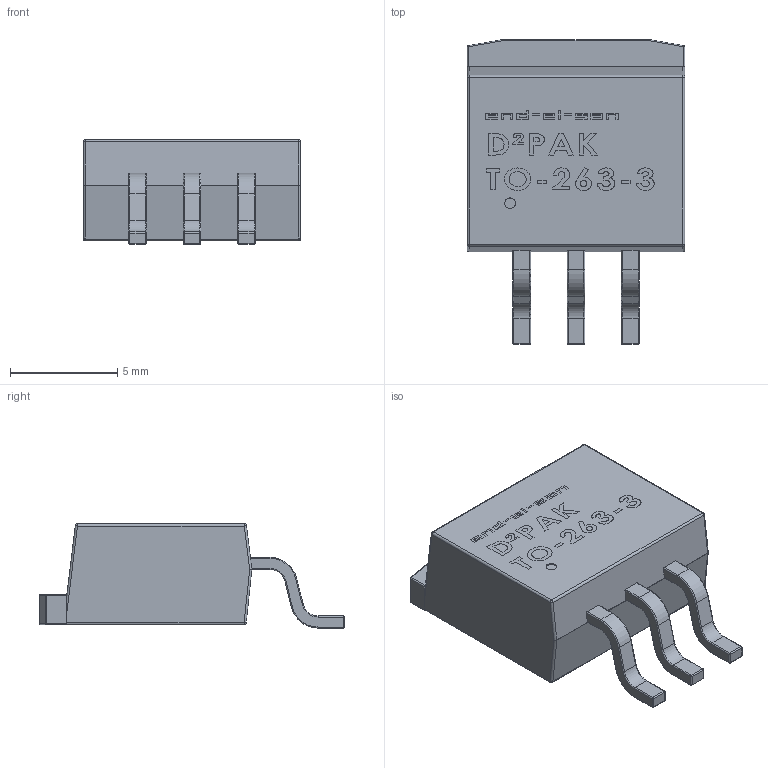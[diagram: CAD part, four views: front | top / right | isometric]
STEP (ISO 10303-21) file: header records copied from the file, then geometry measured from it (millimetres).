
FILE_DESCRIPTION(('FreeCAD Model'),'2;1');
FILE_NAME('Fusion.step','2018-05-14T11:33:44',( 'kicad StepUp'),('ksu MCAD'),'Open CASCADE STEP processor 6.8', 'FreeCAD','Unknown');
FILE_SCHEMA(('AUTOMOTIVE_DESIGN_CC2 { 1 2 10303 214 -1 1 5 4 }'));
Length unit declared in the file: millimetre
Products named in the file (2): ASSEMBLY; Fusion
Assembly tree (1 placements, depth 2):
  ASSEMBLY
    Fusion
Bounding box: 10.16 x 14.23 x 4.87 mm (x, y, z)
Volume: 427.2 mm3; surface area: 414.8 mm2
Topology: 1 solids, 1 shells, 221 faces, 670 edges, 466 vertices
Faces by surface type: cylinder 90, plane 79, sphere 28, torus 24
Entity records: 10045 total; most frequent: CARTESIAN_POINT 2469, ORIENTED_EDGE 1304, DIRECTION 1202, EDGE_CURVE 652, VERTEX_POINT 466, AXIS2_PLACEMENT_3D 415, LINE 372, VECTOR 372
